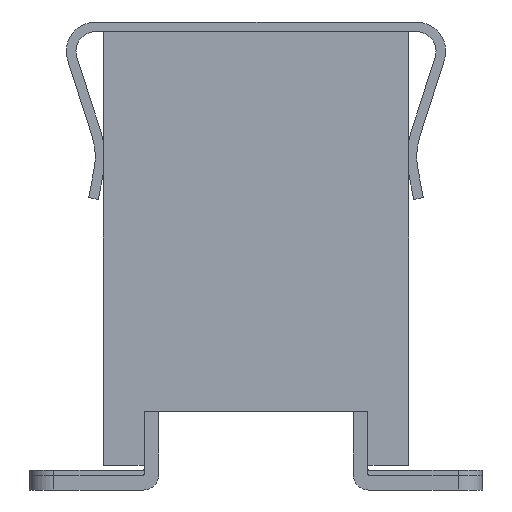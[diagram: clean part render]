
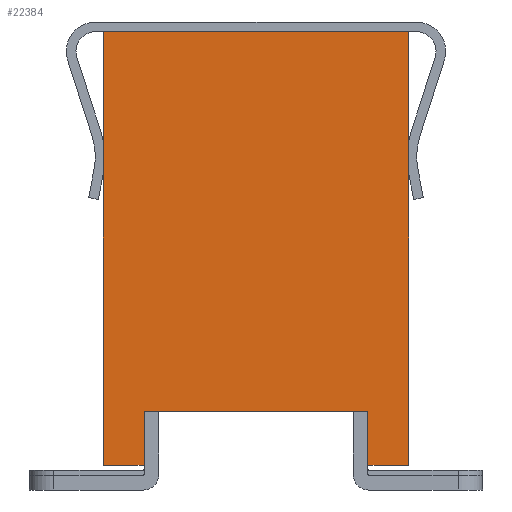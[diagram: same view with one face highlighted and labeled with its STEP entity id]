
A CAD part, left-side view. The second image highlights one B-rep face of the part: STEP entity #22384.
In plain terms, the highlighted face is planar.
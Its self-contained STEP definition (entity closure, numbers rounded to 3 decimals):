
#940=PLANE('',#24650);
#3117=LINE('',#38166,#5329);
#3153=LINE('',#38207,#5365);
#3158=LINE('',#38218,#5370);
#3162=LINE('',#38227,#5374);
#3164=LINE('',#38231,#5376);
#3167=LINE('',#38235,#5379);
#3168=LINE('',#38237,#5380);
#3169=LINE('',#38238,#5381);
#5329=VECTOR('',#30972,1000.);
#5365=VECTOR('',#31010,1000.);
#5370=VECTOR('',#31017,1000.);
#5374=VECTOR('',#31023,1000.);
#5376=VECTOR('',#31027,1000.);
#5379=VECTOR('',#31032,1000.);
#5380=VECTOR('',#31035,1000.);
#5381=VECTOR('',#31036,1000.);
#11672=ORIENTED_EDGE('',*,*,#15231,.T.);
#11673=ORIENTED_EDGE('',*,*,#15217,.T.);
#11674=ORIENTED_EDGE('',*,*,#15232,.T.);
#11675=ORIENTED_EDGE('',*,*,#15181,.T.);
#11676=ORIENTED_EDGE('',*,*,#15228,.T.);
#11677=ORIENTED_EDGE('',*,*,#15222,.F.);
#11678=ORIENTED_EDGE('',*,*,#15233,.F.);
#11679=ORIENTED_EDGE('',*,*,#15226,.T.);
#15181=EDGE_CURVE('',#17326,#17324,#3117,.T.);
#15217=EDGE_CURVE('',#17330,#17329,#3153,.T.);
#15222=EDGE_CURVE('',#17334,#17335,#3158,.T.);
#15226=EDGE_CURVE('',#17339,#17338,#3162,.T.);
#15228=EDGE_CURVE('',#17324,#17335,#3164,.T.);
#15231=EDGE_CURVE('',#17338,#17330,#3167,.T.);
#15232=EDGE_CURVE('',#17329,#17326,#3168,.T.);
#15233=EDGE_CURVE('',#17339,#17334,#3169,.T.);
#17324=VERTEX_POINT('',#38164);
#17326=VERTEX_POINT('',#38167);
#17329=VERTEX_POINT('',#38206);
#17330=VERTEX_POINT('',#38208);
#17334=VERTEX_POINT('',#38217);
#17335=VERTEX_POINT('',#38219);
#17338=VERTEX_POINT('',#38226);
#17339=VERTEX_POINT('',#38228);
#19416=EDGE_LOOP('',(#11672,#11673,#11674,#11675,#11676,#11677,#11678,#11679));
#20664=FACE_BOUND('',#19416,.T.);
#22384=ADVANCED_FACE('',(#20664),#940,.T.);
#24650=AXIS2_PLACEMENT_3D('',#38236,#31033,#31034);
#30972=DIRECTION('',(0.,0.,-1.));
#31010=DIRECTION('',(0.,0.,1.));
#31017=DIRECTION('',(0.,0.,-1.));
#31023=DIRECTION('',(0.,0.,-1.));
#31027=DIRECTION('',(0.,1.,0.));
#31032=DIRECTION('',(0.,1.,0.));
#31033=DIRECTION('',(1.,0.,0.));
#31034=DIRECTION('',(0.,0.,-1.));
#31035=DIRECTION('',(0.,1.,0.));
#31036=DIRECTION('',(0.,1.,0.));
#38164=CARTESIAN_POINT('',(5.28,1.135,-2.2));
#38166=CARTESIAN_POINT('',(5.28,1.135,-1.65));
#38167=CARTESIAN_POINT('',(5.28,1.135,-1.65));
#38206=CARTESIAN_POINT('',(5.28,-1.135,-1.65));
#38207=CARTESIAN_POINT('',(5.28,-1.135,-2.2));
#38208=CARTESIAN_POINT('',(5.28,-1.135,-2.2));
#38217=CARTESIAN_POINT('',(5.28,1.55,2.2));
#38218=CARTESIAN_POINT('',(5.28,1.55,2.2));
#38219=CARTESIAN_POINT('',(5.28,1.55,-2.2));
#38226=CARTESIAN_POINT('',(5.28,-1.55,-2.2));
#38227=CARTESIAN_POINT('',(5.28,-1.55,2.2));
#38228=CARTESIAN_POINT('',(5.28,-1.55,2.2));
#38231=CARTESIAN_POINT('',(5.28,-1.55,-2.2));
#38235=CARTESIAN_POINT('',(5.28,-1.55,-2.2));
#38236=CARTESIAN_POINT('',(5.28,-1.55,2.2));
#38237=CARTESIAN_POINT('',(5.28,-1.135,-1.65));
#38238=CARTESIAN_POINT('',(5.28,-1.55,2.2));
